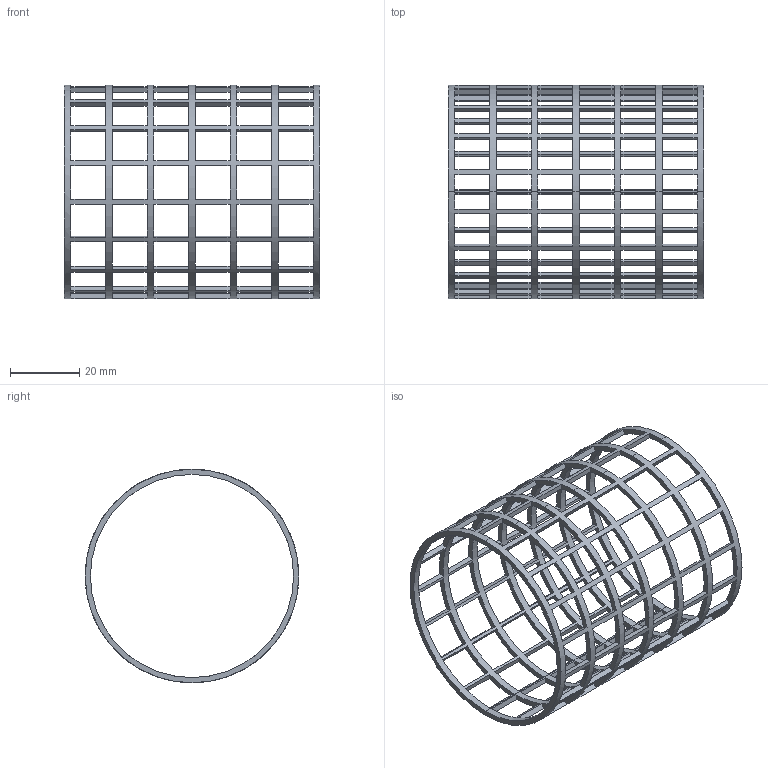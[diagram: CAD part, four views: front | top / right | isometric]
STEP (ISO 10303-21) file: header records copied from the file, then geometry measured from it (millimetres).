
FILE_DESCRIPTION (( 'STEP AP203' ), '1' );
FILE_NAME ('3D-M7011_DN50_174701040.STEP', '2024-09-21T07:57:53', ( '' ), ( '' ), 'SwSTEP 2.0', 'SolidWorks 2024', '' );
FILE_SCHEMA (( 'CONFIG_CONTROL_DESIGN' ));
Length unit declared in the file: millimetre
Products named in the file (1): 3D-M7011_DN50_174701040
Bounding box: 74 x 61.75 x 61.75 mm (x, y, z)
Volume: 5639 mm3; surface area: 14263.7 mm2
Topology: 1 solids, 1 shells, 414 faces, 1272 edges, 848 vertices
Faces by surface type: plane 410, cylinder 4
Entity records: 14825 total; most frequent: ORIENTED_EDGE 2544, DIRECTION 2542, CARTESIAN_POINT 2535, EDGE_CURVE 1272, AXIS2_PLACEMENT_3D 855, VERTEX_POINT 848, LINE 832, VECTOR 832
